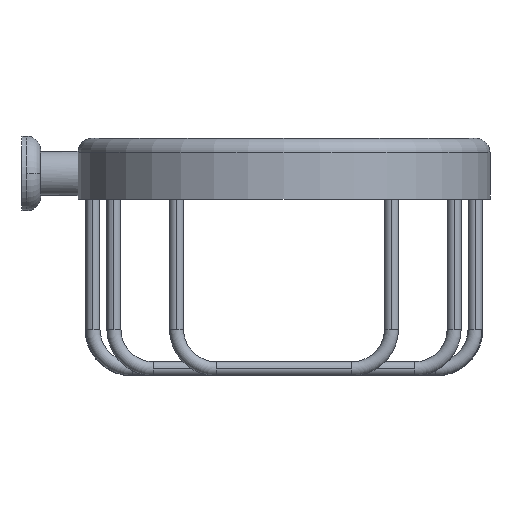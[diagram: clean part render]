
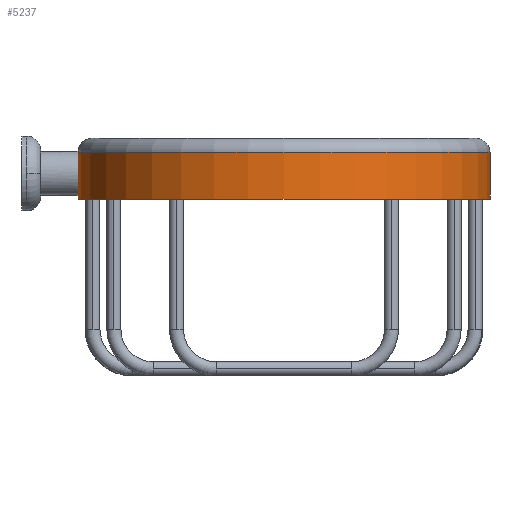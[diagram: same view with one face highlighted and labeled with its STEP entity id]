
A CAD part, left-side view. The second image highlights one B-rep face of the part: STEP entity #5237.
In plain terms, the highlighted cylindrical face has radius 44.094 mm (diameter 88.189 mm), a partial arc.
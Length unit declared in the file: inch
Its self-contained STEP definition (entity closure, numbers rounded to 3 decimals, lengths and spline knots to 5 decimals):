
#57=CARTESIAN_POINT('',(13.5674,9.63644,1.70785));
#58=DIRECTION('',(0.,0.,1.));
#59=DIRECTION('',(0.,1.,0.));
#60=AXIS2_PLACEMENT_3D('',#57,#58,#59);
#800=DIRECTION('',(0.,0.,1.));
#801=VECTOR('',#800,0.393);
#802=CARTESIAN_POINT('',(13.5674,11.37244,1.70785));
#803=LINE('',#802,#801);
#804=DIRECTION('',(0.,0.,-1.));
#805=VECTOR('',#804,0.393);
#806=CARTESIAN_POINT('',(13.5674,7.90044,2.10085));
#807=LINE('',#806,#805);
#1161=CARTESIAN_POINT('',(13.5674,9.63644,2.10085));
#1162=DIRECTION('',(0.,0.,-1.));
#1163=DIRECTION('',(0.,-1.,0.));
#1164=AXIS2_PLACEMENT_3D('',#1161,#1162,#1163);
#3494=CARTESIAN_POINT('',(13.5674,7.90044,1.70785));
#3495=VERTEX_POINT('',#3494);
#3496=CARTESIAN_POINT('',(13.5674,11.37244,1.70785));
#3497=VERTEX_POINT('',#3496);
#3674=CARTESIAN_POINT('',(13.5674,7.90044,2.10085));
#3675=VERTEX_POINT('',#3674);
#3676=CARTESIAN_POINT('',(13.5674,11.37244,2.10085));
#3677=VERTEX_POINT('',#3676);
#5224=CARTESIAN_POINT('',(13.5674,9.63644,1.69381));
#5225=DIRECTION('',(0.,0.,1.));
#5226=DIRECTION('',(-1.,0.,0.));
#5227=AXIS2_PLACEMENT_3D('',#5224,#5225,#5226);
#5228=CYLINDRICAL_SURFACE('',#5227,1.736);
#5229=ORIENTED_EDGE('',*,*,#4477,.F.);
#5231=ORIENTED_EDGE('',*,*,#5230,.T.);
#5233=ORIENTED_EDGE('',*,*,#5232,.F.);
#5234=ORIENTED_EDGE('',*,*,#5217,.T.);
#5235=EDGE_LOOP('',(#5229,#5231,#5233,#5234));
#5236=FACE_OUTER_BOUND('',#5235,.F.);
#5237=ADVANCED_FACE('',(#5236),#5228,.T.);
#61=CIRCLE('',#60,1.736);
#1165=CIRCLE('',#1164,1.736);
#4477=EDGE_CURVE('',#3497,#3495,#61,.T.);
#5217=EDGE_CURVE('',#3675,#3495,#807,.T.);
#5230=EDGE_CURVE('',#3497,#3677,#803,.T.);
#5232=EDGE_CURVE('',#3675,#3677,#1165,.T.);
